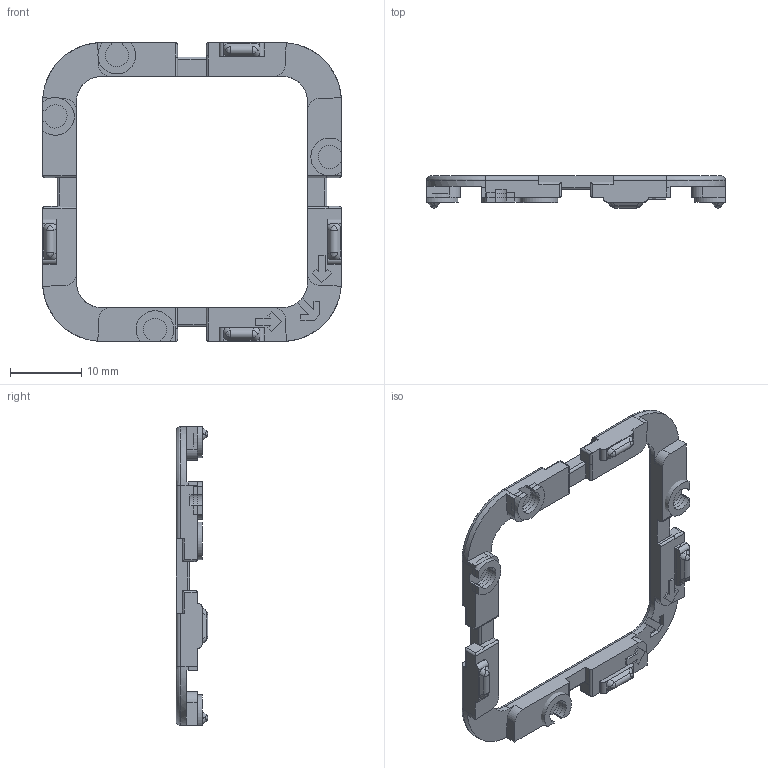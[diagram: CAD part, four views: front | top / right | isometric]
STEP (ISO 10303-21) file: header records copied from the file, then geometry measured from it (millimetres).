
FILE_DESCRIPTION(/* description */ (''),/* implementation_level */ '2;1');
FILE_NAME(/* name */ 'Remote Top.stp',/* time_stamp */ '2017-05-05T20:43:50-07:00',/* author */ ('Samuel Clay'),/* organization */ (''),/* preprocessor_version */ 'ST-DEVELOPER v16.1',/* originating_system */ 'Autodesk Inventor 2016',/* authorisation */ '');
FILE_SCHEMA (('AUTOMOTIVE_DESIGN { 1 0 10303 214 3 1 1 }'));
Length unit declared in the file: inch
Products named in the file (1): Remote Top
Bounding box: 41.97 x 4.47 x 41.97 mm (x, y, z)
Volume: 1545.1 mm3; surface area: 2297.7 mm2
Topology: 6 solids, 6 shells, 304 faces, 827 edges, 528 vertices
Faces by surface type: plane 179, cylinder 93, bspline 32
Entity records: 12535 total; most frequent: CARTESIAN_POINT 4986, ORIENTED_EDGE 1638, DIRECTION 1462, EDGE_CURVE 819, LINE 570, VECTOR 570, VERTEX_POINT 528, AXIS2_PLACEMENT_3D 446
